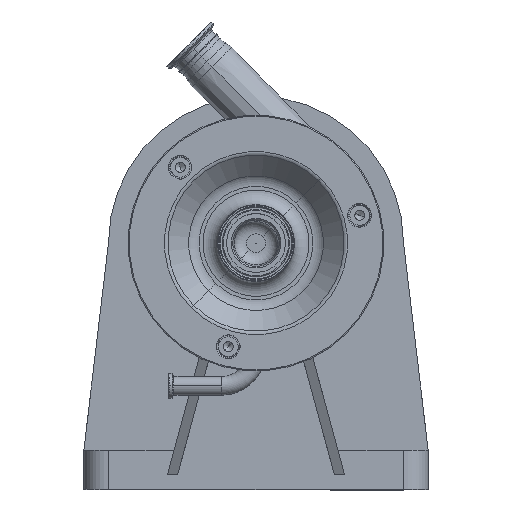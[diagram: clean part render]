
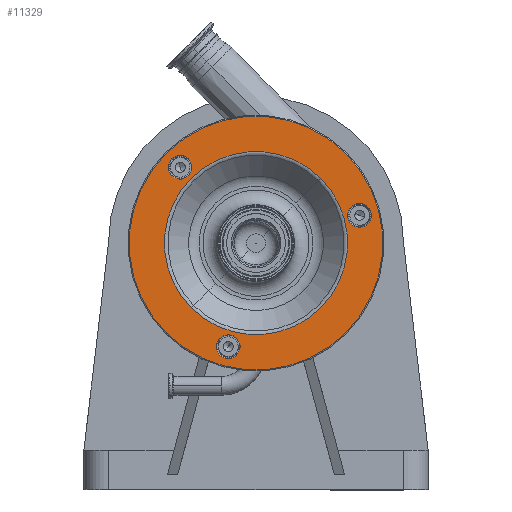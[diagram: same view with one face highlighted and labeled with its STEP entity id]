
A CAD part, top view. The second image highlights one B-rep face of the part: STEP entity #11329.
In plain terms, the highlighted planar face has unit normal (0, 0, 1).
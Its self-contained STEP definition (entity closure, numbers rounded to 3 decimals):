
#86 = CARTESIAN_POINT ( 'NONE',  ( 105.286, 278.211, 93.5 ) ) ;
#267 = DIRECTION ( 'NONE',  ( 0., 0., -1. ) ) ;
#282 = CIRCLE ( 'NONE', #5995, 12. ) ;
#387 = AXIS2_PLACEMENT_3D ( 'NONE', #4006, #5410, #850 ) ;
#750 = AXIS2_PLACEMENT_3D ( 'NONE', #11802, #10054, #16000 ) ;
#850 = DIRECTION ( 'NONE',  ( -0.707, -0.707, 0. ) ) ;
#914 = CIRCLE ( 'NONE', #2173, 12. ) ;
#1247 = AXIS2_PLACEMENT_3D ( 'NONE', #14240, #15405, #11299 ) ;
#1411 = CARTESIAN_POINT ( 'NONE',  ( -19.726, 153.199, 93.5 ) ) ;
#1845 = EDGE_LOOP ( 'NONE', ( #16436, #3265 ) ) ;
#2070 = ORIENTED_EDGE ( 'NONE', *, *, #5196, .F. ) ;
#2173 = AXIS2_PLACEMENT_3D ( 'NONE', #86, #267, #12023 ) ;
#2174 = CIRCLE ( 'NONE', #17154, 12. ) ;
#2197 = AXIS2_PLACEMENT_3D ( 'NONE', #18576, #11240, #17195 ) ;
#2231 = CIRCLE ( 'NONE', #10059, 93.071 ) ;
#2378 = DIRECTION ( 'NONE',  ( -0.707, -0.707, 0. ) ) ;
#2516 = FACE_BOUND ( 'NONE', #10708, .T. ) ;
#2736 = DIRECTION ( 'NONE',  ( 0., 0., -1. ) ) ;
#2765 = EDGE_CURVE ( 'NONE', #3546, #11257, #17576, .T. ) ;
#2896 = DIRECTION ( 'NONE',  ( 0., 0., -1. ) ) ;
#3132 = CIRCLE ( 'NONE', #5697, 129. ) ;
#3222 = VERTEX_POINT ( 'NONE', #17446 ) ;
#3258 = EDGE_LOOP ( 'NONE', ( #4676, #8772 ) ) ;
#3265 = ORIENTED_EDGE ( 'NONE', *, *, #6454, .T. ) ;
#3302 = ORIENTED_EDGE ( 'NONE', *, *, #15052, .T. ) ;
#3371 = CARTESIAN_POINT ( 'NONE',  ( 105.286, 278.211, 93.5 ) ) ;
#3405 = DIRECTION ( 'NONE',  ( 0., 0., -1. ) ) ;
#3546 = VERTEX_POINT ( 'NONE', #12160 ) ;
#3837 = VERTEX_POINT ( 'NONE', #4162 ) ;
#4006 = CARTESIAN_POINT ( 'NONE',  ( -28.211, 144.714, 93.5 ) ) ;
#4162 = CARTESIAN_POINT ( 'NONE',  ( -91.217, 158.783, 93.5 ) ) ;
#4484 = EDGE_CURVE ( 'NONE', #6929, #14596, #282, .T. ) ;
#4676 = ORIENTED_EDGE ( 'NONE', *, *, #16179, .T. ) ;
#4873 = DIRECTION ( 'NONE',  ( -0.707, -0.707, 0. ) ) ;
#5009 = VERTEX_POINT ( 'NONE', #15650 ) ;
#5196 = EDGE_CURVE ( 'NONE', #3837, #16461, #3132, .T. ) ;
#5410 = DIRECTION ( 'NONE',  ( 0., 0., -1. ) ) ;
#5697 = AXIS2_PLACEMENT_3D ( 'NONE', #12022, #12117, #10757 ) ;
#5995 = AXIS2_PLACEMENT_3D ( 'NONE', #3371, #16824, #4873 ) ;
#6153 = VERTEX_POINT ( 'NONE', #18087 ) ;
#6301 = CARTESIAN_POINT ( 'NONE',  ( 0., 250., 93.5 ) ) ;
#6403 = DIRECTION ( 'NONE',  ( -0.707, -0.707, 0. ) ) ;
#6454 = EDGE_CURVE ( 'NONE', #14596, #6929, #914, .T. ) ;
#6594 = CARTESIAN_POINT ( 'NONE',  ( 65.811, 315.811, 93.5 ) ) ;
#6929 = VERTEX_POINT ( 'NONE', #17275 ) ;
#7042 = EDGE_LOOP ( 'NONE', ( #2070, #12730 ) ) ;
#7300 = EDGE_LOOP ( 'NONE', ( #18785, #8377 ) ) ;
#7569 = AXIS2_PLACEMENT_3D ( 'NONE', #6301, #3405, #6403 ) ;
#8238 = ORIENTED_EDGE ( 'NONE', *, *, #2765, .T. ) ;
#8255 = AXIS2_PLACEMENT_3D ( 'NONE', #8788, #2896, #8897 ) ;
#8377 = ORIENTED_EDGE ( 'NONE', *, *, #15508, .T. ) ;
#8389 = EDGE_CURVE ( 'NONE', #3222, #6153, #2174, .T. ) ;
#8772 = ORIENTED_EDGE ( 'NONE', *, *, #19113, .T. ) ;
#8788 = CARTESIAN_POINT ( 'NONE',  ( 0., 250., 93.5 ) ) ;
#8807 = CIRCLE ( 'NONE', #1247, 12. ) ;
#8897 = DIRECTION ( 'NONE',  ( -0.707, -0.707, 0. ) ) ;
#10054 = DIRECTION ( 'NONE',  ( 0., 0., -1. ) ) ;
#10059 = AXIS2_PLACEMENT_3D ( 'NONE', #19334, #2736, #2378 ) ;
#10708 = EDGE_LOOP ( 'NONE', ( #3302, #8238 ) ) ;
#10757 = DIRECTION ( 'NONE',  ( -0.707, -0.707, 0. ) ) ;
#11168 = CARTESIAN_POINT ( 'NONE',  ( 96.801, 269.726, 93.5 ) ) ;
#11240 = DIRECTION ( 'NONE',  ( 0., 0., -1. ) ) ;
#11257 = VERTEX_POINT ( 'NONE', #1411 ) ;
#11299 = DIRECTION ( 'NONE',  ( -0.707, -0.707, 0. ) ) ;
#11329 = ADVANCED_FACE ( 'NONE', ( #15894, #2516, #14735, #17463, #13180 ), #19033, .F. ) ;
#11396 = DIRECTION ( 'NONE',  ( 0., 0., -1. ) ) ;
#11802 = CARTESIAN_POINT ( 'NONE',  ( -91.217, 341.217, 93.5 ) ) ;
#12022 = CARTESIAN_POINT ( 'NONE',  ( 0., 250., 93.5 ) ) ;
#12023 = DIRECTION ( 'NONE',  ( -0.707, -0.707, 0. ) ) ;
#12117 = DIRECTION ( 'NONE',  ( 0., 0., -1. ) ) ;
#12160 = CARTESIAN_POINT ( 'NONE',  ( -36.697, 136.229, 93.5 ) ) ;
#12492 = CIRCLE ( 'NONE', #2197, 12. ) ;
#12730 = ORIENTED_EDGE ( 'NONE', *, *, #16232, .F. ) ;
#13180 = FACE_BOUND ( 'NONE', #3258, .T. ) ;
#14240 = CARTESIAN_POINT ( 'NONE',  ( -77.075, 327.075, 93.5 ) ) ;
#14596 = VERTEX_POINT ( 'NONE', #11168 ) ;
#14735 = FACE_BOUND ( 'NONE', #7300, .T. ) ;
#15011 = VERTEX_POINT ( 'NONE', #6594 ) ;
#15052 = EDGE_CURVE ( 'NONE', #11257, #3546, #12492, .T. ) ;
#15405 = DIRECTION ( 'NONE',  ( 0., 0., -1. ) ) ;
#15508 = EDGE_CURVE ( 'NONE', #6153, #3222, #8807, .T. ) ;
#15650 = CARTESIAN_POINT ( 'NONE',  ( -65.811, 184.189, 93.5 ) ) ;
#15894 = FACE_BOUND ( 'NONE', #1845, .T. ) ;
#16000 = DIRECTION ( 'NONE',  ( -0.707, -0.707, 0. ) ) ;
#16073 = CARTESIAN_POINT ( 'NONE',  ( -77.075, 327.075, 93.5 ) ) ;
#16101 = CARTESIAN_POINT ( 'NONE',  ( 91.217, 341.217, 93.5 ) ) ;
#16179 = EDGE_CURVE ( 'NONE', #5009, #15011, #2231, .T. ) ;
#16232 = EDGE_CURVE ( 'NONE', #16461, #3837, #17848, .T. ) ;
#16436 = ORIENTED_EDGE ( 'NONE', *, *, #4484, .T. ) ;
#16461 = VERTEX_POINT ( 'NONE', #16101 ) ;
#16614 = CIRCLE ( 'NONE', #8255, 93.071 ) ;
#16824 = DIRECTION ( 'NONE',  ( 0., 0., -1. ) ) ;
#17134 = DIRECTION ( 'NONE',  ( -0.707, -0.707, 0. ) ) ;
#17154 = AXIS2_PLACEMENT_3D ( 'NONE', #16073, #11396, #17134 ) ;
#17195 = DIRECTION ( 'NONE',  ( -0.707, -0.707, 0. ) ) ;
#17275 = CARTESIAN_POINT ( 'NONE',  ( 113.771, 286.697, 93.5 ) ) ;
#17446 = CARTESIAN_POINT ( 'NONE',  ( -68.589, 335.56, 93.5 ) ) ;
#17463 = FACE_OUTER_BOUND ( 'NONE', #7042, .T. ) ;
#17576 = CIRCLE ( 'NONE', #387, 12. ) ;
#17848 = CIRCLE ( 'NONE', #7569, 129. ) ;
#18087 = CARTESIAN_POINT ( 'NONE',  ( -85.56, 318.589, 93.5 ) ) ;
#18576 = CARTESIAN_POINT ( 'NONE',  ( -28.211, 144.714, 93.5 ) ) ;
#18785 = ORIENTED_EDGE ( 'NONE', *, *, #8389, .T. ) ;
#19033 = PLANE ( 'NONE',  #750 ) ;
#19113 = EDGE_CURVE ( 'NONE', #15011, #5009, #16614, .T. ) ;
#19334 = CARTESIAN_POINT ( 'NONE',  ( 0., 250., 93.5 ) ) ;
